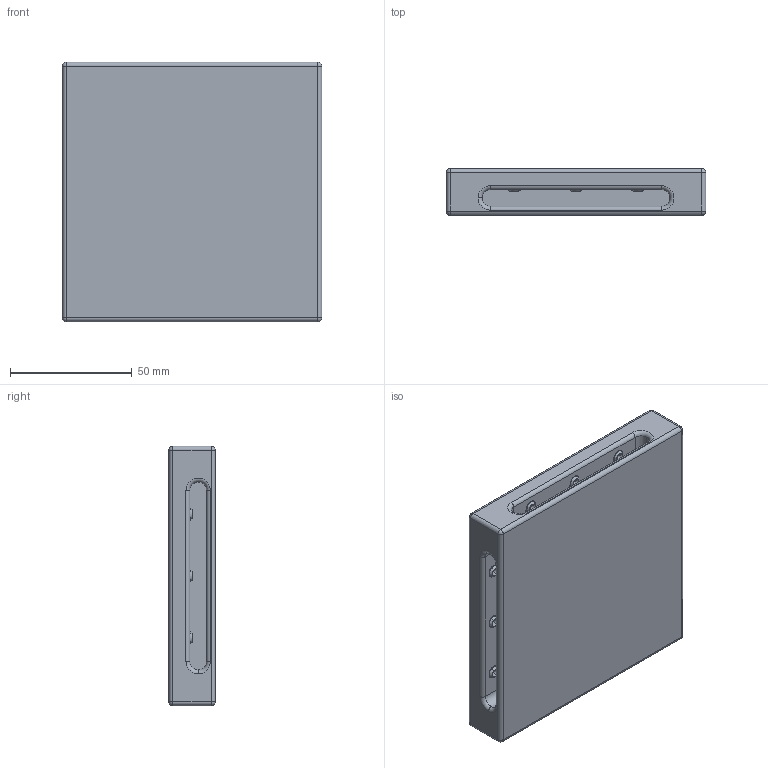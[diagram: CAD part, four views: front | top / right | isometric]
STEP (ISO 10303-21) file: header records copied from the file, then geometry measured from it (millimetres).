
FILE_DESCRIPTION (( 'STEP AP214' ), '1' );
FILE_NAME ('HG-5482 Rev A Cross Busbar Coupler STEP.STEP', '2018-12-24T04:28:04', ( '' ), ( '' ), 'SwSTEP 2.0', 'SolidWorks 2018', '' );
FILE_SCHEMA (( 'AUTOMOTIVE_DESIGN' ));
Length unit declared in the file: inch
Products named in the file (3): HG-5483 Cross Busbar Coupler; HG-5482 Rev A Cross Busbar Coupler STEP; Set Screw .250-20 x .375_92311A535
Assembly tree (13 placements, depth 2):
  HG-5482 Rev A Cross Busbar Coupler STEP
    HG-5483 Cross Busbar Coupler
    Set Screw .250-20 x .375_92311A535  x12
Bounding box: 106.68 x 19.05 x 106.68 mm (x, y, z)
Volume: 189778 mm3; surface area: 43062.1 mm2
Topology: 13 solids, 13 shells, 646 faces, 1564 edges, 904 vertices
Faces by surface type: cylinder 212, cone 204, plane 174, bspline 36, torus 12, sphere 8
Entity records: 6457 total; most frequent: CARTESIAN_POINT 2233, DIRECTION 852, ORIENTED_EDGE 750, EDGE_CURVE 375, AXIS2_PLACEMENT_3D 349, VERTEX_POINT 222, EDGE_LOOP 191, CIRCLE 174
